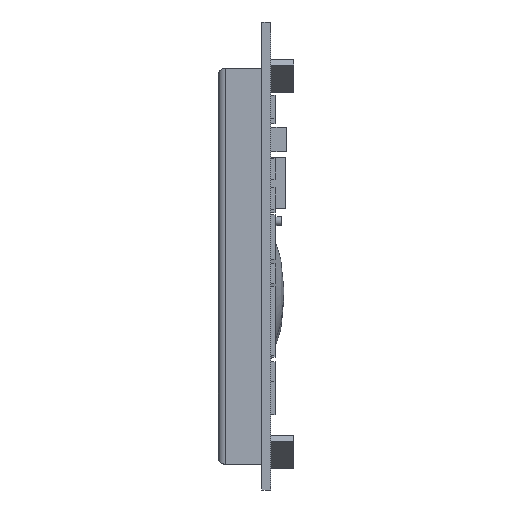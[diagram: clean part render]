
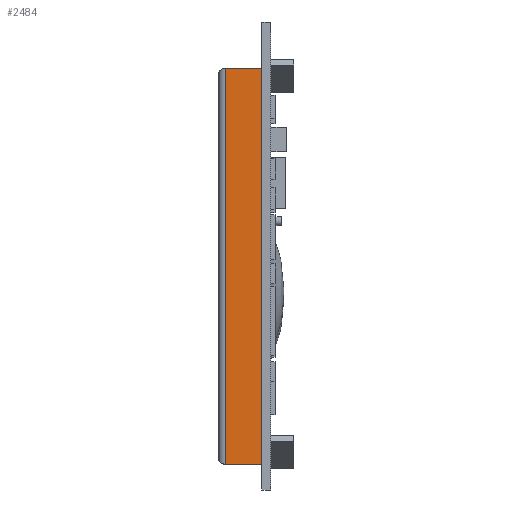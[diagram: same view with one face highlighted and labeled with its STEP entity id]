
A CAD part, left-side view. The second image highlights one B-rep face of the part: STEP entity #2484.
In plain terms, the highlighted planar face has unit normal (-1, 0, 0).
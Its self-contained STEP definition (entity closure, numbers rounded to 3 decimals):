
#2227 = DIRECTION ( 'NONE',  ( 0., 0., 1. ) ) ;
#2228 = VECTOR ( 'NONE', #2227, 1000. ) ;
#2229 = CARTESIAN_POINT ( 'NONE',  ( 2.2, 1., -49.8 ) ) ;
#2230 = LINE ( 'NONE', #2229, #2228 ) ;
#2231 = CARTESIAN_POINT ( 'NONE',  ( 2.2, 1., -5.2 ) ) ;
#2277 = CARTESIAN_POINT ( 'NONE',  ( 2.2, 1., -49.8 ) ) ;
#2469 = ORIENTED_EDGE ( 'NONE', *, *, #11384, .T. ) ;
#2484 = ADVANCED_FACE ( 'NONE', ( #5073 ), #5059, .F. ) ;
#2485 = EDGE_LOOP ( 'NONE', ( #2486, #2489, #2492, #2469 ) ) ;
#2486 = ORIENTED_EDGE ( 'NONE', *, *, #2487, .F. ) ;
#2487 = EDGE_CURVE ( 'NONE', #2488, #11382, #5109, .T. ) ;
#2488 = VERTEX_POINT ( 'NONE', #5103 ) ;
#2489 = ORIENTED_EDGE ( 'NONE', *, *, #2490, .T. ) ;
#2490 = EDGE_CURVE ( 'NONE', #2488, #2491, #5102, .T. ) ;
#2491 = VERTEX_POINT ( 'NONE', #5098 ) ;
#2492 = ORIENTED_EDGE ( 'NONE', *, *, #2493, .T. ) ;
#2493 = EDGE_CURVE ( 'Edge8', #2491, #11385, #5097, .T. ) ;
#5057 = CARTESIAN_POINT ( 'NONE',  ( 2.2, 5.9, -49.8 ) ) ;
#5058 = AXIS2_PLACEMENT_3D ( 'NONE', #5057, #5108, #5107 ) ;
#5059 = PLANE ( 'NONE',  #5058 ) ;
#5073 = FACE_OUTER_BOUND ( 'NONE', #2485, .T. ) ;
#5094 = DIRECTION ( 'NONE',  ( 0., -1., 0. ) ) ;
#5095 = VECTOR ( 'NONE', #5094, 1000. ) ;
#5096 = CARTESIAN_POINT ( 'NONE',  ( 2.2, 5.9, -49.8 ) ) ;
#5097 = LINE ( 'NONE', #5096, #5095 ) ;
#5098 = CARTESIAN_POINT ( 'NONE',  ( 2.2, 5.1, -49.8 ) ) ;
#5099 = DIRECTION ( 'NONE',  ( 0., 0., -1. ) ) ;
#5100 = VECTOR ( 'NONE', #5099, 1000. ) ;
#5101 = CARTESIAN_POINT ( 'NONE',  ( 2.2, 5.1, -49.8 ) ) ;
#5102 = LINE ( 'NONE', #5101, #5100 ) ;
#5103 = CARTESIAN_POINT ( 'NONE',  ( 2.2, 5.1, -5.2 ) ) ;
#5104 = DIRECTION ( 'NONE',  ( 0., -1., 0. ) ) ;
#5105 = VECTOR ( 'NONE', #5104, 1000. ) ;
#5106 = CARTESIAN_POINT ( 'NONE',  ( 2.2, 5.9, -5.2 ) ) ;
#5107 = DIRECTION ( 'NONE',  ( 0., 0., -1. ) ) ;
#5108 = DIRECTION ( 'NONE',  ( 1., 0., 0. ) ) ;
#5109 = LINE ( 'NONE', #5106, #5105 ) ;
#11382 = VERTEX_POINT ( 'NONE', #2231 ) ;
#11384 = EDGE_CURVE ( 'NONE', #11385, #11382, #2230, .T. ) ;
#11385 = VERTEX_POINT ( 'NONE', #2277 ) ;
